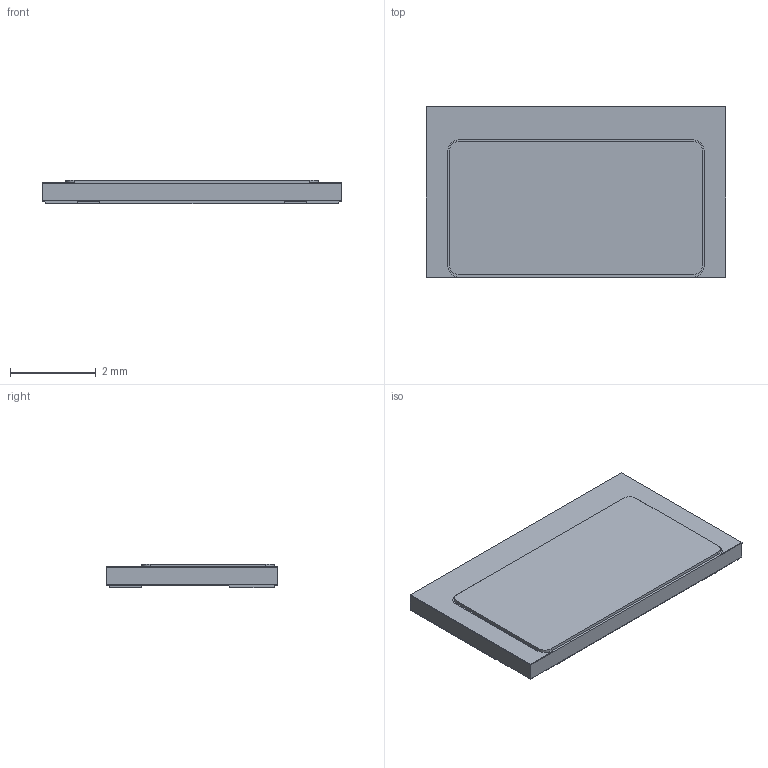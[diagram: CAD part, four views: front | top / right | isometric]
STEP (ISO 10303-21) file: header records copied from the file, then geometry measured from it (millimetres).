
FILE_DESCRIPTION (( 'STEP AP203' ), '1' );
FILE_NAME ('GS61008T.STEP', '2017-05-15T22:37:34', ( 'Gan' ), ( '' ), 'SwSTEP 2.0', 'SolidWorks 2017', '' );
FILE_SCHEMA (( 'CONFIG_CONTROL_DESIGN' ));
Length unit declared in the file: millimetre
Products named in the file (6): GS61008T Top Cu; GS61008T Bottom Cu; GS61008T Package; GS61008T Top Soldermask; GS61008T Bottom Soldermask; GS61008T
Assembly tree (5 placements, depth 2):
  GS61008T
    GS61008T Package
    GS61008T Top Cu
    GS61008T Bottom Cu
    GS61008T Top Soldermask
    GS61008T Bottom Soldermask
Bounding box: 6.98 x 3.98 x 0.54 mm (x, y, z)
Volume: 13.5 mm3; surface area: 175.1 mm2
Topology: 8 solids, 8 shells, 74 faces, 174 edges, 116 vertices
Faces by surface type: plane 66, cylinder 8
Entity records: 2720 total; most frequent: CARTESIAN_POINT 372, DIRECTION 354, ORIENTED_EDGE 348, EDGE_CURVE 174, LINE 158, VECTOR 158, VERTEX_POINT 116, AXIS2_PLACEMENT_3D 98
